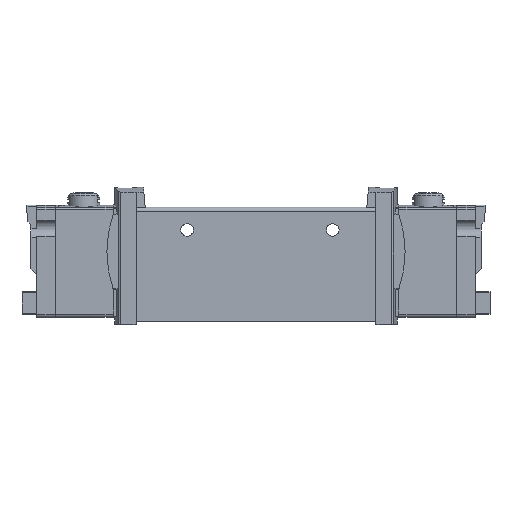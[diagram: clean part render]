
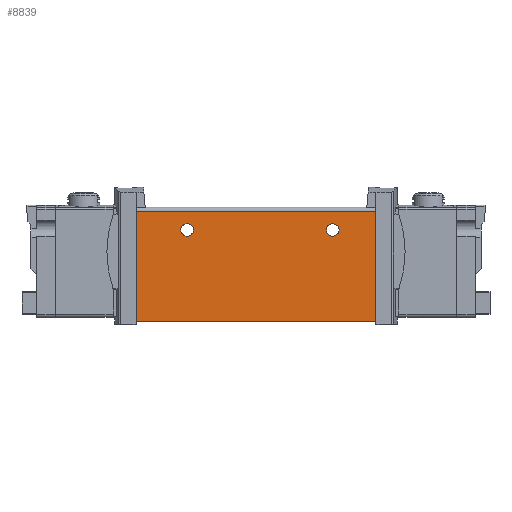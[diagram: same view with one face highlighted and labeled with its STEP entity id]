
A CAD part, top view. The second image highlights one B-rep face of the part: STEP entity #8839.
In plain terms, the highlighted planar face has unit normal (0, 0, 1).
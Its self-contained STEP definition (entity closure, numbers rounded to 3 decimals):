
#102=PLANE('',#9514);
#711=LINE('',#13747,#1641);
#714=LINE('',#13757,#1644);
#715=LINE('',#13759,#1645);
#716=LINE('',#13761,#1646);
#1641=VECTOR('',#10785,1000.);
#1644=VECTOR('',#10796,1000.);
#1645=VECTOR('',#10797,1000.);
#1646=VECTOR('',#10798,1000.);
#2875=ORIENTED_EDGE('',*,*,#5391,.F.);
#2876=ORIENTED_EDGE('',*,*,#5392,.F.);
#2877=ORIENTED_EDGE('',*,*,#5393,.T.);
#2878=ORIENTED_EDGE('',*,*,#5394,.F.);
#2879=ORIENTED_EDGE('',*,*,#5395,.F.);
#2880=ORIENTED_EDGE('',*,*,#5387,.T.);
#5387=EDGE_CURVE('',#6638,#6637,#711,.T.);
#5391=EDGE_CURVE('',#6639,#6639,#7298,.T.);
#5392=EDGE_CURVE('',#6640,#6640,#7299,.T.);
#5393=EDGE_CURVE('',#6637,#6641,#714,.T.);
#5394=EDGE_CURVE('',#6642,#6641,#715,.T.);
#5395=EDGE_CURVE('',#6638,#6642,#716,.T.);
#6637=VERTEX_POINT('',#13746);
#6638=VERTEX_POINT('',#13748);
#6639=VERTEX_POINT('',#13754);
#6640=VERTEX_POINT('',#13756);
#6641=VERTEX_POINT('',#13758);
#6642=VERTEX_POINT('',#13760);
#7298=CIRCLE('',#9515,1.6);
#7299=CIRCLE('',#9516,1.6);
#7584=EDGE_LOOP('',(#2875));
#7585=EDGE_LOOP('',(#2876));
#7586=EDGE_LOOP('',(#2877,#2878,#2879,#2880));
#8170=FACE_BOUND('',#7584,.T.);
#8171=FACE_BOUND('',#7585,.T.);
#8172=FACE_BOUND('',#7586,.T.);
#8839=ADVANCED_FACE('',(#8170,#8171,#8172),#102,.F.);
#9514=AXIS2_PLACEMENT_3D('',#13752,#10790,#10791);
#9515=AXIS2_PLACEMENT_3D('',#13753,#10792,#10793);
#9516=AXIS2_PLACEMENT_3D('',#13755,#10794,#10795);
#10785=DIRECTION('',(-1.,0.,0.));
#10790=DIRECTION('',(0.,0.,-1.));
#10791=DIRECTION('',(-1.,0.,0.));
#10792=DIRECTION('',(0.,0.,1.));
#10793=DIRECTION('',(1.,0.,0.));
#10794=DIRECTION('',(0.,0.,1.));
#10795=DIRECTION('',(1.,0.,0.));
#10796=DIRECTION('',(0.,-1.,0.));
#10797=DIRECTION('',(-1.,0.,0.));
#10798=DIRECTION('',(0.,-1.,0.));
#13746=CARTESIAN_POINT('',(-30.45,28.,7.2));
#13747=CARTESIAN_POINT('',(30.45,28.,7.2));
#13748=CARTESIAN_POINT('',(30.45,28.,7.2));
#13752=CARTESIAN_POINT('',(30.45,28.,7.2));
#13753=CARTESIAN_POINT('',(-17.5,23.2,7.2));
#13754=CARTESIAN_POINT('',(-15.9,23.2,7.2));
#13755=CARTESIAN_POINT('',(19.5,23.2,7.2));
#13756=CARTESIAN_POINT('',(21.1,23.2,7.2));
#13757=CARTESIAN_POINT('',(-30.45,28.,7.2));
#13758=CARTESIAN_POINT('',(-30.45,0.,7.2));
#13759=CARTESIAN_POINT('',(30.45,0.,7.2));
#13760=CARTESIAN_POINT('',(30.45,0.,7.2));
#13761=CARTESIAN_POINT('',(30.45,28.,7.2));
